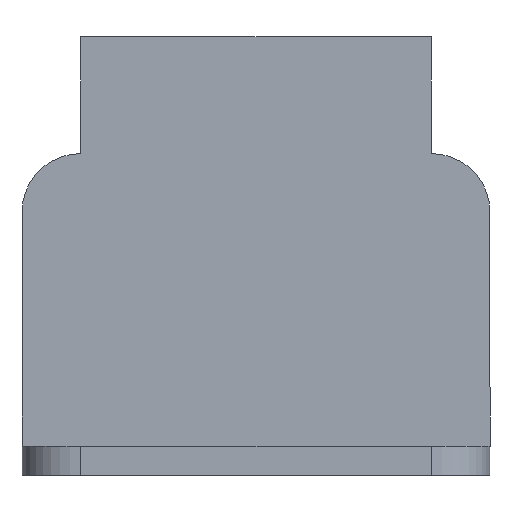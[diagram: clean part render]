
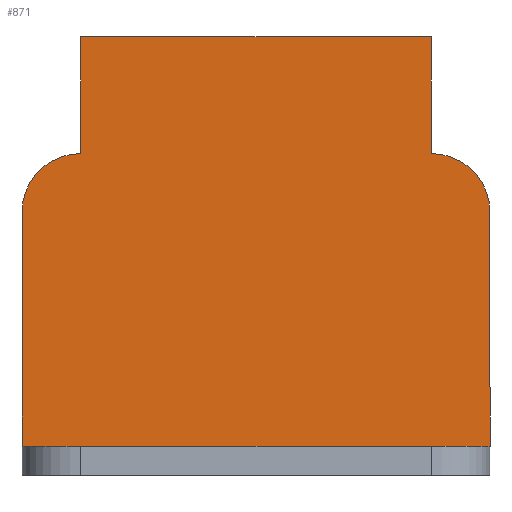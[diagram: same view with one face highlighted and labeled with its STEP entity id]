
A CAD part, left-side view. The second image highlights one B-rep face of the part: STEP entity #871.
In plain terms, the highlighted face is planar.
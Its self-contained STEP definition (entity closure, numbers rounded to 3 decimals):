
#9 = DIRECTION ( 'NONE',  ( 0., -1., 0. ) ) ;
#22 = VERTEX_POINT ( 'NONE', #1011 ) ;
#23 = VERTEX_POINT ( 'NONE', #118 ) ;
#26 = DIRECTION ( 'NONE',  ( -1., 0., 0. ) ) ;
#54 = CARTESIAN_POINT ( 'NONE',  ( 0., 0., 5. ) ) ;
#58 = DIRECTION ( 'NONE',  ( 0., 0., 1. ) ) ;
#73 = VECTOR ( 'NONE', #9, 1000. ) ;
#84 = EDGE_CURVE ( 'NONE', #23, #256, #852, .T. ) ;
#98 = ORIENTED_EDGE ( 'NONE', *, *, #921, .T. ) ;
#100 = VECTOR ( 'NONE', #728, 1000. ) ;
#109 = VERTEX_POINT ( 'NONE', #379 ) ;
#118 = CARTESIAN_POINT ( 'NONE',  ( 0., 10., 5. ) ) ;
#129 = CIRCLE ( 'NONE', #876, 10. ) ;
#133 = DIRECTION ( 'NONE',  ( 1., 0., 0. ) ) ;
#158 = EDGE_CURVE ( 'NONE', #913, #777, #725, .T. ) ;
#183 = CIRCLE ( 'NONE', #681, 10. ) ;
#200 = CARTESIAN_POINT ( 'NONE',  ( -20., 10., 5. ) ) ;
#206 = CARTESIAN_POINT ( 'NONE',  ( 0., 70., 5. ) ) ;
#217 = ORIENTED_EDGE ( 'NONE', *, *, #727, .T. ) ;
#225 = ORIENTED_EDGE ( 'NONE', *, *, #84, .F. ) ;
#241 = PLANE ( 'NONE',  #716 ) ;
#248 = LINE ( 'NONE', #54, #708 ) ;
#256 = VERTEX_POINT ( 'NONE', #200 ) ;
#327 = VECTOR ( 'NONE', #936, 1000. ) ;
#331 = VECTOR ( 'NONE', #26, 1000. ) ;
#379 = CARTESIAN_POINT ( 'NONE',  ( -70., 0., 5. ) ) ;
#382 = ORIENTED_EDGE ( 'NONE', *, *, #566, .T. ) ;
#393 = CARTESIAN_POINT ( 'NONE',  ( 0., 80., 5. ) ) ;
#400 = CARTESIAN_POINT ( 'NONE',  ( -30., 80., 5. ) ) ;
#444 = ORIENTED_EDGE ( 'NONE', *, *, #899, .T. ) ;
#456 = CARTESIAN_POINT ( 'NONE',  ( 0., 10., 5. ) ) ;
#460 = DIRECTION ( 'NONE',  ( 1., 0., 0. ) ) ;
#482 = CARTESIAN_POINT ( 'NONE',  ( 0., 0., 5. ) ) ;
#537 = EDGE_CURVE ( 'NONE', #22, #920, #658, .T. ) ;
#547 = CARTESIAN_POINT ( 'NONE',  ( -30., 70., 5. ) ) ;
#564 = EDGE_CURVE ( 'NONE', #802, #256, #183, .T. ) ;
#566 = EDGE_CURVE ( 'NONE', #109, #802, #248, .T. ) ;
#568 = CARTESIAN_POINT ( 'NONE',  ( 0., 70., 5. ) ) ;
#610 = LINE ( 'NONE', #657, #73 ) ;
#626 = DIRECTION ( 'NONE',  ( -1., 0., 0. ) ) ;
#644 = DIRECTION ( 'NONE',  ( 0., 0., 1. ) ) ;
#650 = CARTESIAN_POINT ( 'NONE',  ( 0., 0., 5. ) ) ;
#657 = CARTESIAN_POINT ( 'NONE',  ( -70., 0., 5. ) ) ;
#658 = LINE ( 'NONE', #206, #327 ) ;
#681 = AXIS2_PLACEMENT_3D ( 'NONE', #701, #702, #781 ) ;
#701 = CARTESIAN_POINT ( 'NONE',  ( -30., 10., 5. ) ) ;
#702 = DIRECTION ( 'NONE',  ( 0., 0., 1. ) ) ;
#708 = VECTOR ( 'NONE', #133, 1000. ) ;
#716 = AXIS2_PLACEMENT_3D ( 'NONE', #650, #644, #968 ) ;
#725 = LINE ( 'NONE', #393, #331 ) ;
#726 = CARTESIAN_POINT ( 'NONE',  ( -30., 0., 5. ) ) ;
#727 = EDGE_CURVE ( 'NONE', #22, #913, #129, .T. ) ;
#728 = DIRECTION ( 'NONE',  ( 0., 1., 0. ) ) ;
#731 = LINE ( 'NONE', #482, #100 ) ;
#777 = VERTEX_POINT ( 'NONE', #783 ) ;
#781 = DIRECTION ( 'NONE',  ( 1., 0., 0. ) ) ;
#783 = CARTESIAN_POINT ( 'NONE',  ( -70., 80., 5. ) ) ;
#802 = VERTEX_POINT ( 'NONE', #726 ) ;
#803 = ORIENTED_EDGE ( 'NONE', *, *, #564, .T. ) ;
#852 = LINE ( 'NONE', #456, #897 ) ;
#871 = ADVANCED_FACE ( 'NONE', ( #940 ), #241, .T. ) ;
#876 = AXIS2_PLACEMENT_3D ( 'NONE', #547, #58, #460 ) ;
#897 = VECTOR ( 'NONE', #626, 1000. ) ;
#899 = EDGE_CURVE ( 'NONE', #777, #109, #610, .T. ) ;
#913 = VERTEX_POINT ( 'NONE', #400 ) ;
#920 = VERTEX_POINT ( 'NONE', #568 ) ;
#921 = EDGE_CURVE ( 'NONE', #23, #920, #731, .T. ) ;
#936 = DIRECTION ( 'NONE',  ( 1., 0., 0. ) ) ;
#938 = EDGE_LOOP ( 'NONE', ( #382, #803, #225, #98, #984, #217, #972, #444 ) ) ;
#940 = FACE_OUTER_BOUND ( 'NONE', #938, .T. ) ;
#968 = DIRECTION ( 'NONE',  ( 1., 0., 0. ) ) ;
#972 = ORIENTED_EDGE ( 'NONE', *, *, #158, .T. ) ;
#984 = ORIENTED_EDGE ( 'NONE', *, *, #537, .F. ) ;
#1011 = CARTESIAN_POINT ( 'NONE',  ( -20., 70., 5. ) ) ;
